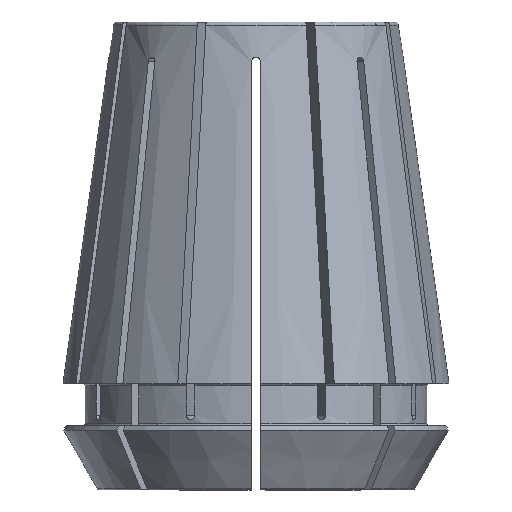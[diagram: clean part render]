
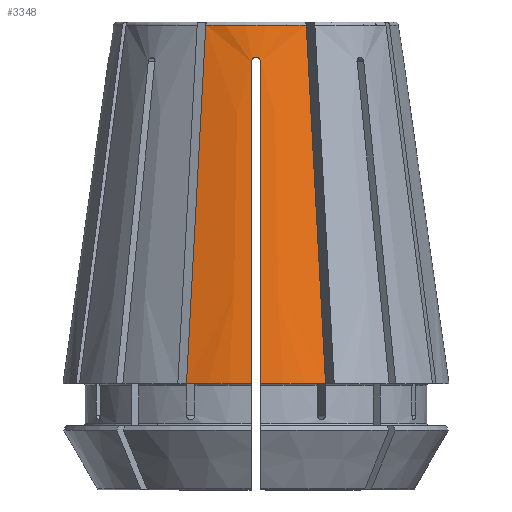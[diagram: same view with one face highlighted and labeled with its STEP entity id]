
A CAD part, left-side view. The second image highlights one B-rep face of the part: STEP entity #3348.
In plain terms, the highlighted conical face has half-angle 8 degrees and reference radius 16.5 mm.
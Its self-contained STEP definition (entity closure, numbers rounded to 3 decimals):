
#39=CONICAL_SURFACE('',#3693,16.5,0.14);
#657=B_SPLINE_CURVE_WITH_KNOTS('',3,(#5945,#5946,#5947,#5948,#5949,#5950,
#5951,#5952,#5953,#5954),.UNSPECIFIED.,.F.,.F.,(4,3,3,4),(0.02,
0.023,0.046,0.048),.UNSPECIFIED.);
#684=B_SPLINE_CURVE_WITH_KNOTS('',3,(#6161,#6162,#6163,#6164,#6165,#6166,
#6167,#6168,#6169,#6170),.UNSPECIFIED.,.F.,.F.,(4,3,3,4),(0.02,
0.023,0.046,0.048),.UNSPECIFIED.);
#685=B_SPLINE_CURVE_WITH_KNOTS('',3,(#6172,#6173,#6174,#6175,#6176),
 .UNSPECIFIED.,.F.,.F.,(4,1,4),(0.,0.001,0.001),
 .UNSPECIFIED.);
#686=B_SPLINE_CURVE_WITH_KNOTS('',3,(#6177,#6178,#6179,#6180,#6181,#6182,
#6183),.UNSPECIFIED.,.F.,.F.,(4,3,4),(0.,0.021,
0.031),.UNSPECIFIED.);
#687=B_SPLINE_CURVE_WITH_KNOTS('',3,(#6184,#6185,#6186,#6187,#6188,#6189,
#6190),.UNSPECIFIED.,.F.,.F.,(4,3,4),(0.,0.021,
0.031),.UNSPECIFIED.);
#1487=ORIENTED_EDGE('',*,*,#2248,.T.);
#1488=ORIENTED_EDGE('',*,*,#2250,.F.);
#1489=ORIENTED_EDGE('',*,*,#2251,.T.);
#1490=ORIENTED_EDGE('',*,*,#2199,.T.);
#1491=ORIENTED_EDGE('',*,*,#1811,.T.);
#1492=ORIENTED_EDGE('',*,*,#2252,.F.);
#1493=ORIENTED_EDGE('',*,*,#2024,.F.);
#1494=ORIENTED_EDGE('',*,*,#2253,.T.);
#1811=EDGE_CURVE('',#2329,#2330,#2660,.T.);
#2024=EDGE_CURVE('',#2497,#2498,#2749,.T.);
#2199=EDGE_CURVE('',#2613,#2329,#657,.T.);
#2248=EDGE_CURVE('',#2629,#2628,#2791,.T.);
#2250=EDGE_CURVE('',#2630,#2628,#684,.T.);
#2251=EDGE_CURVE('',#2630,#2613,#685,.T.);
#2252=EDGE_CURVE('',#2498,#2330,#686,.T.);
#2253=EDGE_CURVE('',#2497,#2629,#687,.T.);
#2329=VERTEX_POINT('',#4757);
#2330=VERTEX_POINT('',#4759);
#2497=VERTEX_POINT('',#5390);
#2498=VERTEX_POINT('',#5392);
#2613=VERTEX_POINT('',#5955);
#2628=VERTEX_POINT('',#6156);
#2629=VERTEX_POINT('',#6158);
#2630=VERTEX_POINT('',#6171);
#2660=CIRCLE('',#3437,16.5);
#2749=CIRCLE('',#3586,12.194);
#2791=CIRCLE('',#3692,16.5);
#2937=EDGE_LOOP('',(#1487,#1488,#1489,#1490,#1491,#1492,#1493,#1494));
#3115=FACE_BOUND('',#2937,.T.);
#3348=ADVANCED_FACE('',(#3115),#39,.T.);
#3437=AXIS2_PLACEMENT_3D('',#4760,#3832,#3833);
#3586=AXIS2_PLACEMENT_3D('',#5391,#4192,#4193);
#3692=AXIS2_PLACEMENT_3D('',#6157,#4502,#4503);
#3693=AXIS2_PLACEMENT_3D('',#6160,#4505,#4506);
#3832=DIRECTION('',(0.,0.,1.));
#3833=DIRECTION('',(1.,0.,0.));
#4192=DIRECTION('',(0.,0.,1.));
#4193=DIRECTION('',(1.,0.,0.));
#4502=DIRECTION('',(0.,0.,1.));
#4503=DIRECTION('',(1.,0.,0.));
#4505=DIRECTION('',(0.,0.,-1.));
#4506=DIRECTION('',(-1.,0.,0.));
#4757=CARTESIAN_POINT('',(-16.495,-0.4,9.3));
#4759=CARTESIAN_POINT('',(-15.393,-5.943,9.3));
#4760=CARTESIAN_POINT('',(0.,0.,9.3));
#5390=CARTESIAN_POINT('',(-11.412,4.294,39.942));
#5391=CARTESIAN_POINT('',(0.,0.,39.942));
#5392=CARTESIAN_POINT('',(-11.412,-4.294,39.942));
#5945=CARTESIAN_POINT('',(-12.629,-0.4,36.8));
#5946=CARTESIAN_POINT('',(-12.779,-0.4,35.73));
#5947=CARTESIAN_POINT('',(-12.93,-0.4,34.66));
#5948=CARTESIAN_POINT('',(-13.08,-0.4,33.589));
#5949=CARTESIAN_POINT('',(-14.147,-0.4,26.006));
#5950=CARTESIAN_POINT('',(-15.213,-0.4,18.422));
#5951=CARTESIAN_POINT('',(-16.279,-0.4,10.838));
#5952=CARTESIAN_POINT('',(-16.351,-0.4,10.325));
#5953=CARTESIAN_POINT('',(-16.423,-0.4,9.813));
#5954=CARTESIAN_POINT('',(-16.495,-0.4,9.3));
#5955=CARTESIAN_POINT('',(-12.629,-0.4,36.8));
#6156=CARTESIAN_POINT('',(-16.495,0.4,9.3));
#6157=CARTESIAN_POINT('',(0.,0.,9.3));
#6158=CARTESIAN_POINT('',(-15.393,5.943,9.3));
#6160=CARTESIAN_POINT('',(0.,0.,9.3));
#6161=CARTESIAN_POINT('',(-12.629,0.4,36.8));
#6162=CARTESIAN_POINT('',(-12.779,0.4,35.73));
#6163=CARTESIAN_POINT('',(-12.93,0.4,34.66));
#6164=CARTESIAN_POINT('',(-13.08,0.4,33.589));
#6165=CARTESIAN_POINT('',(-14.147,0.4,26.006));
#6166=CARTESIAN_POINT('',(-15.213,0.4,18.422));
#6167=CARTESIAN_POINT('',(-16.279,0.4,10.838));
#6168=CARTESIAN_POINT('',(-16.351,0.4,10.325));
#6169=CARTESIAN_POINT('',(-16.423,0.4,9.813));
#6170=CARTESIAN_POINT('',(-16.495,0.4,9.3));
#6171=CARTESIAN_POINT('',(-12.629,0.4,36.8));
#6172=CARTESIAN_POINT('',(-12.629,0.4,36.8));
#6173=CARTESIAN_POINT('',(-12.599,0.4,37.01));
#6174=CARTESIAN_POINT('',(-12.559,0.001,37.39));
#6175=CARTESIAN_POINT('',(-12.599,-0.4,37.01));
#6176=CARTESIAN_POINT('',(-12.629,-0.4,36.8));
#6177=CARTESIAN_POINT('',(-11.412,-4.294,39.942));
#6178=CARTESIAN_POINT('',(-12.33,-4.674,32.875));
#6179=CARTESIAN_POINT('',(-13.248,-5.055,25.809));
#6180=CARTESIAN_POINT('',(-14.166,-5.435,18.743));
#6181=CARTESIAN_POINT('',(-14.575,-5.604,15.595));
#6182=CARTESIAN_POINT('',(-14.984,-5.774,12.448));
#6183=CARTESIAN_POINT('',(-15.393,-5.943,9.3));
#6184=CARTESIAN_POINT('',(-11.412,4.294,39.942));
#6185=CARTESIAN_POINT('',(-12.33,4.674,32.875));
#6186=CARTESIAN_POINT('',(-13.248,5.055,25.809));
#6187=CARTESIAN_POINT('',(-14.166,5.435,18.743));
#6188=CARTESIAN_POINT('',(-14.575,5.604,15.595));
#6189=CARTESIAN_POINT('',(-14.984,5.774,12.448));
#6190=CARTESIAN_POINT('',(-15.393,5.943,9.3));
